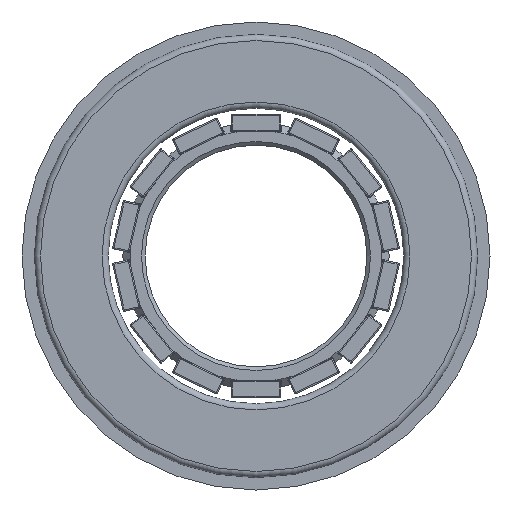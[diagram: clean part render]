
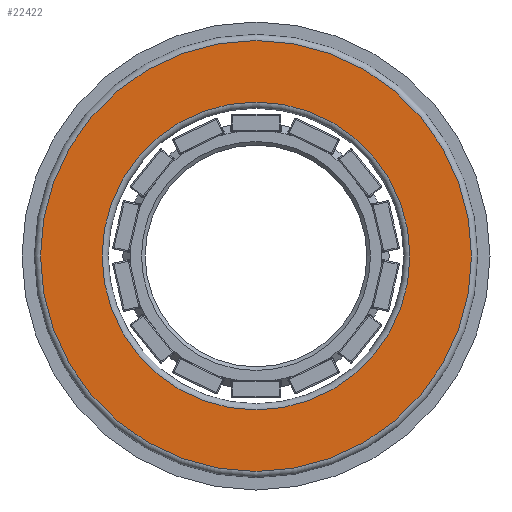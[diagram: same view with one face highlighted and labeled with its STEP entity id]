
A CAD part, front view. The second image highlights one B-rep face of the part: STEP entity #22422.
In plain terms, the highlighted planar face has unit normal (0, -1, 0).
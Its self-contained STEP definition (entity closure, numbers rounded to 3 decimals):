
#328=FACE_BOUND('',#3105,.T.);
#937=PLANE('',#24032);
#1827=FACE_OUTER_BOUND('',#3104,.T.);
#3104=EDGE_LOOP('',(#18152));
#3105=EDGE_LOOP('',(#18153));
#8367=CIRCLE('',#24033,17.5);
#8368=CIRCLE('',#24034,12.5);
#10217=VERTEX_POINT('',#35481);
#10218=VERTEX_POINT('',#35483);
#12893=EDGE_CURVE('',#10217,#10217,#8367,.T.);
#12894=EDGE_CURVE('',#10218,#10218,#8368,.T.);
#18152=ORIENTED_EDGE('',*,*,#12893,.F.);
#18153=ORIENTED_EDGE('',*,*,#12894,.T.);
#22422=ADVANCED_FACE('',(#1827,#328),#937,.T.);
#24032=AXIS2_PLACEMENT_3D('',#35480,#28964,#28965);
#24033=AXIS2_PLACEMENT_3D('',#35482,#28966,#28967);
#24034=AXIS2_PLACEMENT_3D('',#35484,#28968,#28969);
#28964=DIRECTION('center_axis',(0.,-1.,0.));
#28965=DIRECTION('ref_axis',(0.,0.,-1.));
#28966=DIRECTION('center_axis',(0.,1.,0.));
#28967=DIRECTION('ref_axis',(1.,0.,0.));
#28968=DIRECTION('center_axis',(0.,1.,0.));
#28969=DIRECTION('ref_axis',(1.,0.,0.));
#35480=CARTESIAN_POINT('Origin',(-17.5,0.,0.));
#35481=CARTESIAN_POINT('',(0.,0.,
-17.5));
#35482=CARTESIAN_POINT('Origin',(0.,0.,0.));
#35483=CARTESIAN_POINT('',(0.,0.,
-12.5));
#35484=CARTESIAN_POINT('Origin',(0.,0.,0.));
